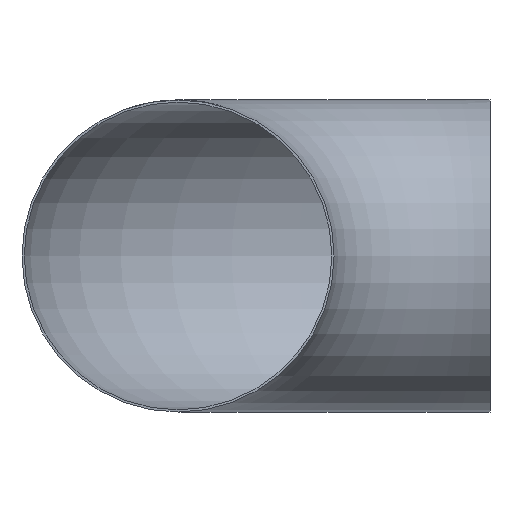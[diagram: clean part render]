
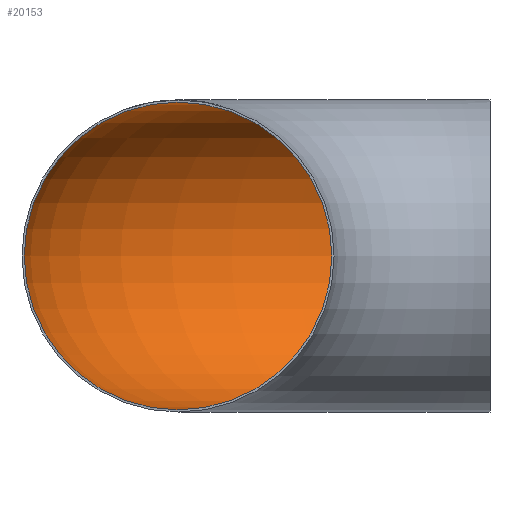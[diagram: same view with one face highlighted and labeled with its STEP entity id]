
A CAD part, front view. The second image highlights one B-rep face of the part: STEP entity #20153.
In plain terms, the highlighted toroidal (fillet/blend) face has major radius 711 mm and minor radius 350.6 mm.
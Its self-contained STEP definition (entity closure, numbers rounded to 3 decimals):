
#4044 = EDGE_LOOP ( 'NONE', ( #20059 ) ) ;
#4166 = CARTESIAN_POINT ( 'NONE',  ( 0., 0., 0. ) ) ;
#5076 = ORIENTED_EDGE ( 'NONE', *, *, #19679, .F. ) ;
#6673 = FACE_OUTER_BOUND ( 'NONE', #4044, .T. ) ;
#8089 = CARTESIAN_POINT ( 'NONE',  ( 0., 1061.6, 0. ) ) ;
#8920 = DIRECTION ( 'NONE',  ( 1., 0., 0. ) ) ;
#10041 = CARTESIAN_POINT ( 'NONE',  ( -711., 0., 0. ) ) ;
#13153 = DIRECTION ( 'NONE',  ( 0., 0., -1. ) ) ;
#13252 = EDGE_LOOP ( 'NONE', ( #5076 ) ) ;
#15071 = FACE_OUTER_BOUND ( 'NONE', #13252, .T. ) ;
#15510 = DIRECTION ( 'NONE',  ( -1., 0., 0. ) ) ;
#15591 = TOROIDAL_SURFACE ( 'NONE', #16081, 711., 350.6 ) ;
#16081 = AXIS2_PLACEMENT_3D ( 'NONE', #4166, #13153, #15510 ) ;
#17505 = AXIS2_PLACEMENT_3D ( 'NONE', #20594, #8920, #24889 ) ;
#19075 = DIRECTION ( 'NONE',  ( 0., 1., 0. ) ) ;
#19377 = AXIS2_PLACEMENT_3D ( 'NONE', #10041, #19075, #23650 ) ;
#19679 = EDGE_CURVE ( 'NONE', #28196, #28196, #25975, .T. ) ;
#20059 = ORIENTED_EDGE ( 'NONE', *, *, #21372, .T. ) ;
#20153 = ADVANCED_FACE ( 'NONE', ( #6673, #15071 ), #15591, .F. ) ;
#20594 = CARTESIAN_POINT ( 'NONE',  ( 0., 711., 0. ) ) ;
#21372 = EDGE_CURVE ( 'NONE', #26130, #26130, #26014, .T. ) ;
#23650 = DIRECTION ( 'NONE',  ( 0., 0., 1. ) ) ;
#24889 = DIRECTION ( 'NONE',  ( 0., 1., 0. ) ) ;
#25975 = CIRCLE ( 'NONE', #19377, 350.6 ) ;
#26014 = CIRCLE ( 'NONE', #17505, 350.6 ) ;
#26130 = VERTEX_POINT ( 'NONE', #8089 ) ;
#28196 = VERTEX_POINT ( 'NONE', #28342 ) ;
#28342 = CARTESIAN_POINT ( 'NONE',  ( -711., 0., 350.6 ) ) ;
